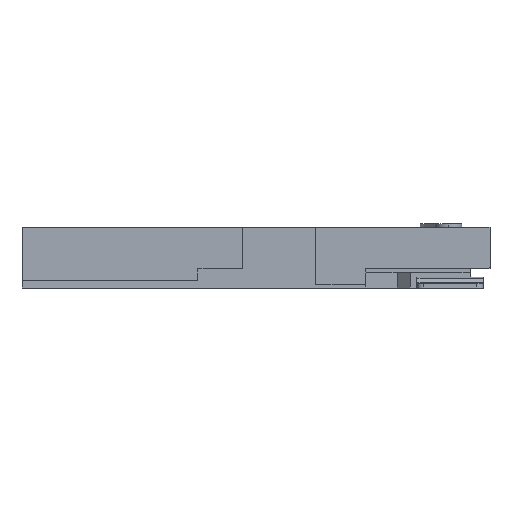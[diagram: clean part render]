
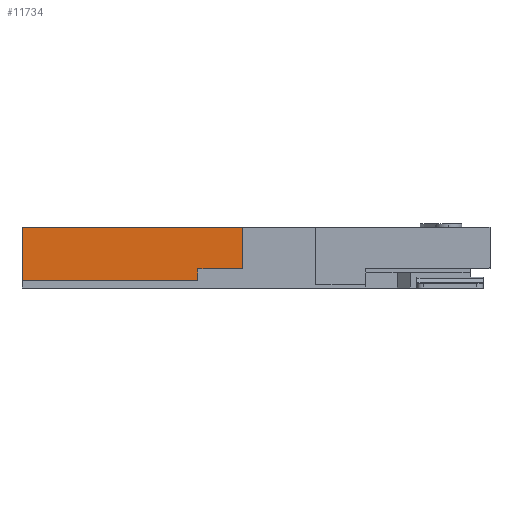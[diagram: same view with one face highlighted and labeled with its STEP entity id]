
A CAD part, left-side view. The second image highlights one B-rep face of the part: STEP entity #11734.
In plain terms, the highlighted planar face has unit normal (-1, 0, 0).
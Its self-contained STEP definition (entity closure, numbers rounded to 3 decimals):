
#3316 = PLANE('',#3317);
#3317 = AXIS2_PLACEMENT_3D('',#3318,#3319,#3320);
#3318 = CARTESIAN_POINT('',(217.226,118.942,1.88));
#3319 = DIRECTION('',(0.,0.,1.));
#3320 = DIRECTION('',(1.,0.,-0.));
#6388 = PLANE('',#6389);
#6389 = AXIS2_PLACEMENT_3D('',#6390,#6391,#6392);
#6390 = CARTESIAN_POINT('',(217.814,126.764,1.93));
#6391 = DIRECTION('',(0.,-1.,0.));
#6392 = DIRECTION('',(-1.,0.,0.));
#6416 = PLANE('',#6417);
#6417 = AXIS2_PLACEMENT_3D('',#6418,#6419,#6420);
#6418 = CARTESIAN_POINT('',(217.814,126.711,0.63));
#6419 = DIRECTION('',(0.,0.,-1.));
#6420 = DIRECTION('',(-1.,0.,-0.));
#6444 = PLANE('',#6445);
#6445 = AXIS2_PLACEMENT_3D('',#6446,#6447,#6448);
#6446 = CARTESIAN_POINT('',(217.814,128.114,0.658));
#6447 = DIRECTION('',(0.,-1.,0.));
#6448 = DIRECTION('',(-1.,0.,0.));
#6472 = PLANE('',#6473);
#6473 = AXIS2_PLACEMENT_3D('',#6474,#6475,#6476);
#6474 = CARTESIAN_POINT('',(217.814,127.962,0.28));
#6475 = DIRECTION('',(0.,0.,-1.));
#6476 = DIRECTION('',(-1.,0.,-0.));
#6500 = PLANE('',#6501);
#6501 = AXIS2_PLACEMENT_3D('',#6502,#6503,#6504);
#6502 = CARTESIAN_POINT('',(217.535,133.413,1.945));
#6503 = DIRECTION('',(0.,1.,0.));
#6504 = DIRECTION('',(1.,-0.,0.));
#11734 = ADVANCED_FACE('',(#11735),#11749,.T.);
#11735 = FACE_BOUND('',#11736,.T.);
#11736 = EDGE_LOOP('',(#11737,#11767,#11790,#11813,#11836,#11859));
#11737 = ORIENTED_EDGE('',*,*,#11738,.T.);
#11738 = EDGE_CURVE('',#11739,#11741,#11743,.T.);
#11739 = VERTEX_POINT('',#11740);
#11740 = CARTESIAN_POINT('',(217.59,133.413,1.88));
#11741 = VERTEX_POINT('',#11742);
#11742 = CARTESIAN_POINT('',(217.59,133.413,0.28));
#11743 = SURFACE_CURVE('',#11744,(#11748,#11760),.PCURVE_S1.);
#11744 = LINE('',#11745,#11746);
#11745 = CARTESIAN_POINT('',(217.59,133.413,0.));
#11746 = VECTOR('',#11747,1.);
#11747 = DIRECTION('',(0.,0.,-1.));
#11748 = PCURVE('',#11749,#11754);
#11749 = PLANE('',#11750);
#11750 = AXIS2_PLACEMENT_3D('',#11751,#11752,#11753);
#11751 = CARTESIAN_POINT('',(217.59,126.579,1.939)
  );
#11752 = DIRECTION('',(-1.,0.,0.));
#11753 = DIRECTION('',(0.,1.,0.));
#11754 = DEFINITIONAL_REPRESENTATION('',(#11755),#11759);
#11755 = LINE('',#11756,#11757);
#11756 = CARTESIAN_POINT('',(6.835,1.939));
#11757 = VECTOR('',#11758,1.);
#11758 = DIRECTION('',(0.,1.));
#11759 = ( GEOMETRIC_REPRESENTATION_CONTEXT(2) 
PARAMETRIC_REPRESENTATION_CONTEXT() REPRESENTATION_CONTEXT('2D SPACE',''
  ) );
#11760 = PCURVE('',#6500,#11761);
#11761 = DEFINITIONAL_REPRESENTATION('',(#11762),#11766);
#11762 = LINE('',#11763,#11764);
#11763 = CARTESIAN_POINT('',(0.055,1.945));
#11764 = VECTOR('',#11765,1.);
#11765 = DIRECTION('',(0.,1.));
#11766 = ( GEOMETRIC_REPRESENTATION_CONTEXT(2) 
PARAMETRIC_REPRESENTATION_CONTEXT() REPRESENTATION_CONTEXT('2D SPACE',''
  ) );
#11767 = ORIENTED_EDGE('',*,*,#11768,.T.);
#11768 = EDGE_CURVE('',#11741,#11769,#11771,.T.);
#11769 = VERTEX_POINT('',#11770);
#11770 = CARTESIAN_POINT('',(217.59,128.114,0.28));
#11771 = SURFACE_CURVE('',#11772,(#11776,#11783),.PCURVE_S1.);
#11772 = LINE('',#11773,#11774);
#11773 = CARTESIAN_POINT('',(217.59,0.,0.28));
#11774 = VECTOR('',#11775,1.);
#11775 = DIRECTION('',(0.,-1.,-0.));
#11776 = PCURVE('',#11749,#11777);
#11777 = DEFINITIONAL_REPRESENTATION('',(#11778),#11782);
#11778 = LINE('',#11779,#11780);
#11779 = CARTESIAN_POINT('',(-126.579,1.659));
#11780 = VECTOR('',#11781,1.);
#11781 = DIRECTION('',(-1.,0.));
#11782 = ( GEOMETRIC_REPRESENTATION_CONTEXT(2) 
PARAMETRIC_REPRESENTATION_CONTEXT() REPRESENTATION_CONTEXT('2D SPACE',''
  ) );
#11783 = PCURVE('',#6472,#11784);
#11784 = DEFINITIONAL_REPRESENTATION('',(#11785),#11789);
#11785 = LINE('',#11786,#11787);
#11786 = CARTESIAN_POINT('',(0.224,-127.962));
#11787 = VECTOR('',#11788,1.);
#11788 = DIRECTION('',(-0.,-1.));
#11789 = ( GEOMETRIC_REPRESENTATION_CONTEXT(2) 
PARAMETRIC_REPRESENTATION_CONTEXT() REPRESENTATION_CONTEXT('2D SPACE',''
  ) );
#11790 = ORIENTED_EDGE('',*,*,#11791,.T.);
#11791 = EDGE_CURVE('',#11769,#11792,#11794,.T.);
#11792 = VERTEX_POINT('',#11793);
#11793 = CARTESIAN_POINT('',(217.59,128.114,0.63));
#11794 = SURFACE_CURVE('',#11795,(#11799,#11806),.PCURVE_S1.);
#11795 = LINE('',#11796,#11797);
#11796 = CARTESIAN_POINT('',(217.59,128.114,0.));
#11797 = VECTOR('',#11798,1.);
#11798 = DIRECTION('',(0.,0.,1.));
#11799 = PCURVE('',#11749,#11800);
#11800 = DEFINITIONAL_REPRESENTATION('',(#11801),#11805);
#11801 = LINE('',#11802,#11803);
#11802 = CARTESIAN_POINT('',(1.535,1.939));
#11803 = VECTOR('',#11804,1.);
#11804 = DIRECTION('',(0.,-1.));
#11805 = ( GEOMETRIC_REPRESENTATION_CONTEXT(2) 
PARAMETRIC_REPRESENTATION_CONTEXT() REPRESENTATION_CONTEXT('2D SPACE',''
  ) );
#11806 = PCURVE('',#6444,#11807);
#11807 = DEFINITIONAL_REPRESENTATION('',(#11808),#11812);
#11808 = LINE('',#11809,#11810);
#11809 = CARTESIAN_POINT('',(0.224,0.658));
#11810 = VECTOR('',#11811,1.);
#11811 = DIRECTION('',(0.,-1.));
#11812 = ( GEOMETRIC_REPRESENTATION_CONTEXT(2) 
PARAMETRIC_REPRESENTATION_CONTEXT() REPRESENTATION_CONTEXT('2D SPACE',''
  ) );
#11813 = ORIENTED_EDGE('',*,*,#11814,.F.);
#11814 = EDGE_CURVE('',#11815,#11792,#11817,.T.);
#11815 = VERTEX_POINT('',#11816);
#11816 = CARTESIAN_POINT('',(217.59,126.764,0.63));
#11817 = SURFACE_CURVE('',#11818,(#11822,#11829),.PCURVE_S1.);
#11818 = LINE('',#11819,#11820);
#11819 = CARTESIAN_POINT('',(217.59,0.,0.63));
#11820 = VECTOR('',#11821,1.);
#11821 = DIRECTION('',(-0.,1.,0.));
#11822 = PCURVE('',#11749,#11823);
#11823 = DEFINITIONAL_REPRESENTATION('',(#11824),#11828);
#11824 = LINE('',#11825,#11826);
#11825 = CARTESIAN_POINT('',(-126.579,1.309));
#11826 = VECTOR('',#11827,1.);
#11827 = DIRECTION('',(1.,0.));
#11828 = ( GEOMETRIC_REPRESENTATION_CONTEXT(2) 
PARAMETRIC_REPRESENTATION_CONTEXT() REPRESENTATION_CONTEXT('2D SPACE',''
  ) );
#11829 = PCURVE('',#6416,#11830);
#11830 = DEFINITIONAL_REPRESENTATION('',(#11831),#11835);
#11831 = LINE('',#11832,#11833);
#11832 = CARTESIAN_POINT('',(0.224,-126.711));
#11833 = VECTOR('',#11834,1.);
#11834 = DIRECTION('',(0.,1.));
#11835 = ( GEOMETRIC_REPRESENTATION_CONTEXT(2) 
PARAMETRIC_REPRESENTATION_CONTEXT() REPRESENTATION_CONTEXT('2D SPACE',''
  ) );
#11836 = ORIENTED_EDGE('',*,*,#11837,.F.);
#11837 = EDGE_CURVE('',#11838,#11815,#11840,.T.);
#11838 = VERTEX_POINT('',#11839);
#11839 = CARTESIAN_POINT('',(217.59,126.764,1.88));
#11840 = SURFACE_CURVE('',#11841,(#11845,#11852),.PCURVE_S1.);
#11841 = LINE('',#11842,#11843);
#11842 = CARTESIAN_POINT('',(217.59,126.764,0.));
#11843 = VECTOR('',#11844,1.);
#11844 = DIRECTION('',(-0.,-0.,-1.));
#11845 = PCURVE('',#11749,#11846);
#11846 = DEFINITIONAL_REPRESENTATION('',(#11847),#11851);
#11847 = LINE('',#11848,#11849);
#11848 = CARTESIAN_POINT('',(0.185,1.939));
#11849 = VECTOR('',#11850,1.);
#11850 = DIRECTION('',(0.,1.));
#11851 = ( GEOMETRIC_REPRESENTATION_CONTEXT(2) 
PARAMETRIC_REPRESENTATION_CONTEXT() REPRESENTATION_CONTEXT('2D SPACE',''
  ) );
#11852 = PCURVE('',#6388,#11853);
#11853 = DEFINITIONAL_REPRESENTATION('',(#11854),#11858);
#11854 = LINE('',#11855,#11856);
#11855 = CARTESIAN_POINT('',(0.224,1.93));
#11856 = VECTOR('',#11857,1.);
#11857 = DIRECTION('',(0.,1.));
#11858 = ( GEOMETRIC_REPRESENTATION_CONTEXT(2) 
PARAMETRIC_REPRESENTATION_CONTEXT() REPRESENTATION_CONTEXT('2D SPACE',''
  ) );
#11859 = ORIENTED_EDGE('',*,*,#11860,.F.);
#11860 = EDGE_CURVE('',#11739,#11838,#11861,.T.);
#11861 = SURFACE_CURVE('',#11862,(#11866,#11873),.PCURVE_S1.);
#11862 = LINE('',#11863,#11864);
#11863 = CARTESIAN_POINT('',(217.59,0.,1.88));
#11864 = VECTOR('',#11865,1.);
#11865 = DIRECTION('',(-0.,-1.,0.));
#11866 = PCURVE('',#11749,#11867);
#11867 = DEFINITIONAL_REPRESENTATION('',(#11868),#11872);
#11868 = LINE('',#11869,#11870);
#11869 = CARTESIAN_POINT('',(-126.579,0.059));
#11870 = VECTOR('',#11871,1.);
#11871 = DIRECTION('',(-1.,0.));
#11872 = ( GEOMETRIC_REPRESENTATION_CONTEXT(2) 
PARAMETRIC_REPRESENTATION_CONTEXT() REPRESENTATION_CONTEXT('2D SPACE',''
  ) );
#11873 = PCURVE('',#3316,#11874);
#11874 = DEFINITIONAL_REPRESENTATION('',(#11875),#11879);
#11875 = LINE('',#11876,#11877);
#11876 = CARTESIAN_POINT('',(0.364,-118.942));
#11877 = VECTOR('',#11878,1.);
#11878 = DIRECTION('',(-0.,-1.));
#11879 = ( GEOMETRIC_REPRESENTATION_CONTEXT(2) 
PARAMETRIC_REPRESENTATION_CONTEXT() REPRESENTATION_CONTEXT('2D SPACE',''
  ) );
